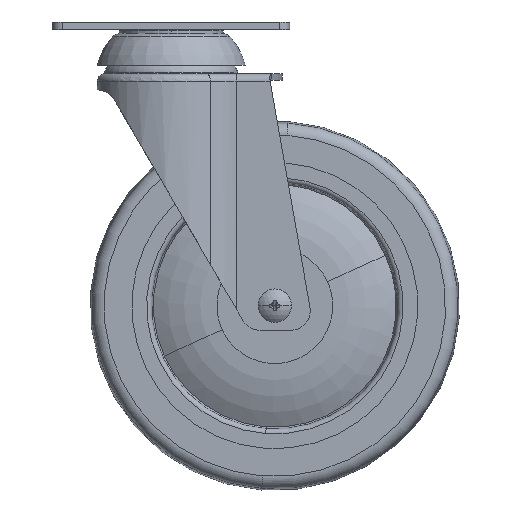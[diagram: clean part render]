
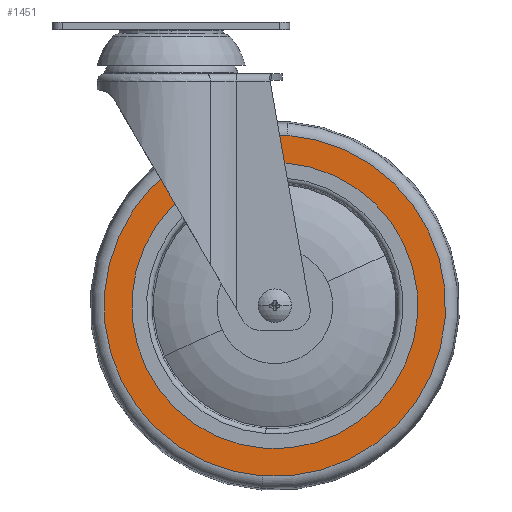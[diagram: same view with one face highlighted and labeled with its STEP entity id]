
A CAD part, top view. The second image highlights one B-rep face of the part: STEP entity #1451.
In plain terms, the highlighted planar face has unit normal (0, 0, 1).
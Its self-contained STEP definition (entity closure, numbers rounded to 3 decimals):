
#93 = CARTESIAN_POINT ( 'NONE',  ( 46.911, -45.911, 15. ) ) ;
#609 = VERTEX_POINT ( 'NONE', #93 ) ;
#830 = DIRECTION ( 'NONE',  ( 0.071, 0.997, 0. ) ) ;
#932 = DIRECTION ( 'NONE',  ( 0.071, 0.997, 0. ) ) ;
#978 = CARTESIAN_POINT ( 'NONE',  ( 46.113, -57.133, 15. ) ) ;
#1065 = CIRCLE ( 'NONE', #4169, 69.25 ) ;
#1192 = ORIENTED_EDGE ( 'NONE', *, *, #5607, .T. ) ;
#1384 = FACE_OUTER_BOUND ( 'NONE', #4903, .T. ) ;
#1451 = ADVANCED_FACE ( 'NONE', ( #1384, #5579 ), #12972, .F. ) ;
#2204 = DIRECTION ( 'NONE',  ( 0., 0., 1. ) ) ;
#2361 = AXIS2_PLACEMENT_3D ( 'NONE', #9909, #2775, #830 ) ;
#2585 = AXIS2_PLACEMENT_3D ( 'NONE', #9003, #4990, #932 ) ;
#2775 = DIRECTION ( 'NONE',  ( 0., 0., -1. ) ) ;
#3078 = CARTESIAN_POINT ( 'NONE',  ( 37.089, -184.063, 15. ) ) ;
#3719 = ORIENTED_EDGE ( 'NONE', *, *, #8892, .T. ) ;
#3895 = ORIENTED_EDGE ( 'NONE', *, *, #5225, .T. ) ;
#4169 = AXIS2_PLACEMENT_3D ( 'NONE', #6221, #2204, #8100 ) ;
#4865 = CARTESIAN_POINT ( 'NONE',  ( 37.887, -172.841, 15. ) ) ;
#4903 = EDGE_LOOP ( 'NONE', ( #3719, #1192 ) ) ;
#4990 = DIRECTION ( 'NONE',  ( 0., 0., -1. ) ) ;
#5225 = EDGE_CURVE ( 'NONE', #6272, #10180, #8885, .T. ) ;
#5579 = FACE_BOUND ( 'NONE', #10975, .T. ) ;
#5607 = EDGE_CURVE ( 'NONE', #12251, #609, #8386, .T. ) ;
#5930 = ORIENTED_EDGE ( 'NONE', *, *, #7484, .T. ) ;
#6221 = CARTESIAN_POINT ( 'NONE',  ( 42., -114.987, 15. ) ) ;
#6272 = VERTEX_POINT ( 'NONE', #978 ) ;
#7422 = CARTESIAN_POINT ( 'NONE',  ( 42., -114.987, 15. ) ) ;
#7484 = EDGE_CURVE ( 'NONE', #10180, #6272, #11431, .T. ) ;
#7507 = DIRECTION ( 'NONE',  ( 0., 0., 1. ) ) ;
#7739 = DIRECTION ( 'NONE',  ( 0., 0., -1. ) ) ;
#8100 = DIRECTION ( 'NONE',  ( 0.071, 0.997, 0. ) ) ;
#8355 = AXIS2_PLACEMENT_3D ( 'NONE', #9908, #7739, #12865 ) ;
#8386 = CIRCLE ( 'NONE', #11483, 69.25 ) ;
#8483 = DIRECTION ( 'NONE',  ( 0.071, 0.997, 0. ) ) ;
#8885 = CIRCLE ( 'NONE', #8355, 58. ) ;
#8892 = EDGE_CURVE ( 'NONE', #609, #12251, #1065, .T. ) ;
#9003 = CARTESIAN_POINT ( 'NONE',  ( 79.406, -117.647, 15. ) ) ;
#9908 = CARTESIAN_POINT ( 'NONE',  ( 42., -114.987, 15. ) ) ;
#9909 = CARTESIAN_POINT ( 'NONE',  ( 42., -114.987, 15. ) ) ;
#10180 = VERTEX_POINT ( 'NONE', #4865 ) ;
#10975 = EDGE_LOOP ( 'NONE', ( #3895, #5930 ) ) ;
#11431 = CIRCLE ( 'NONE', #2361, 58. ) ;
#11483 = AXIS2_PLACEMENT_3D ( 'NONE', #7422, #7507, #8483 ) ;
#12251 = VERTEX_POINT ( 'NONE', #3078 ) ;
#12865 = DIRECTION ( 'NONE',  ( 0.071, 0.997, 0. ) ) ;
#12972 = PLANE ( 'NONE',  #2585 ) ;
